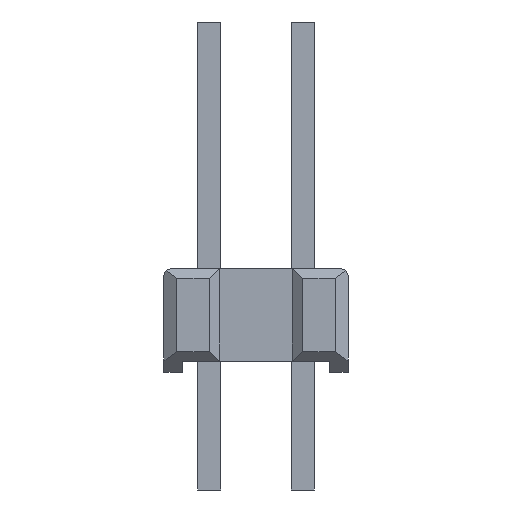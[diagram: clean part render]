
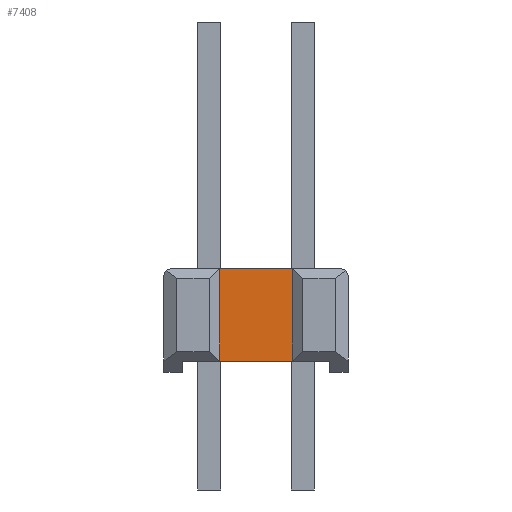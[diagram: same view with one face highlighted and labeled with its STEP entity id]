
A CAD part, left-side view. The second image highlights one B-rep face of the part: STEP entity #7408.
In plain terms, the highlighted planar face has unit normal (-1, 0, 0).
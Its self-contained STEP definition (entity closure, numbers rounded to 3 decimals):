
#166=DIRECTION('',(0.,0.,-1.));
#167=VECTOR('',#166,2.5);
#168=CARTESIAN_POINT('',(-9.91,0.977,0.));
#169=LINE('',#168,#167);
#890=DIRECTION('',(0.,1.,0.));
#891=VECTOR('',#890,1.954);
#892=CARTESIAN_POINT('',(-9.91,-0.977,0.));
#893=LINE('',#892,#891);
#1690=DIRECTION('',(0.,1.,0.));
#1691=VECTOR('',#1690,1.954);
#1692=CARTESIAN_POINT('',(-9.91,-0.977,-2.5));
#1693=LINE('',#1692,#1691);
#2498=DIRECTION('',(0.,0.,-1.));
#2499=VECTOR('',#2498,2.5);
#2500=CARTESIAN_POINT('',(-9.91,-0.977,0.));
#2501=LINE('',#2500,#2499);
#4058=CARTESIAN_POINT('',(-9.91,-0.977,-2.5));
#4059=CARTESIAN_POINT('',(-9.91,0.977,-2.5));
#4060=VERTEX_POINT('',#4058);
#4061=VERTEX_POINT('',#4059);
#4062=CARTESIAN_POINT('',(-9.91,-0.977,0.));
#4063=CARTESIAN_POINT('',(-9.91,0.977,0.));
#4064=VERTEX_POINT('',#4062);
#4065=VERTEX_POINT('',#4063);
#7397=CARTESIAN_POINT('',(-9.91,-0.977,0.));
#7398=DIRECTION('',(1.,0.,0.));
#7399=DIRECTION('',(0.,1.,0.));
#7400=AXIS2_PLACEMENT_3D('',#7397,#7398,#7399);
#7401=PLANE('',#7400);
#7402=ORIENTED_EDGE('',*,*,#6351,.T.);
#7403=ORIENTED_EDGE('',*,*,#4582,.F.);
#7404=ORIENTED_EDGE('',*,*,#5556,.F.);
#7405=ORIENTED_EDGE('',*,*,#4630,.T.);
#7406=EDGE_LOOP('',(#7402,#7403,#7404,#7405));
#7407=FACE_OUTER_BOUND('',#7406,.F.);
#4582=EDGE_CURVE('',#4065,#4061,#169,.T.);
#4630=EDGE_CURVE('',#4064,#4060,#2501,.T.);
#5556=EDGE_CURVE('',#4064,#4065,#893,.T.);
#6351=EDGE_CURVE('',#4060,#4061,#1693,.T.);
#7408=ADVANCED_FACE('',(#7407),#7401,.F.);
